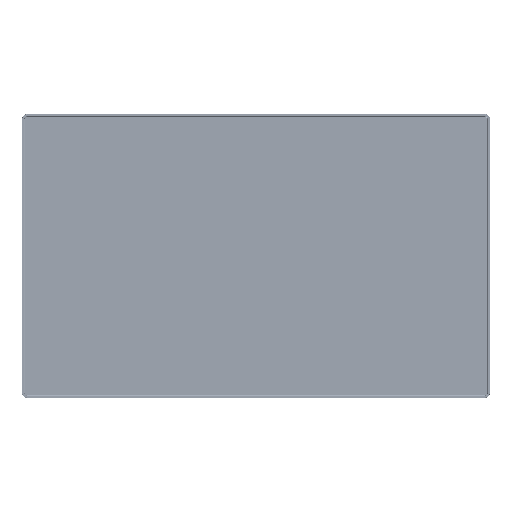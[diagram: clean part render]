
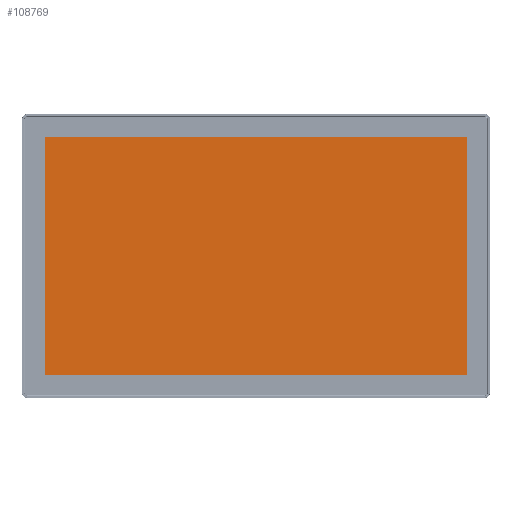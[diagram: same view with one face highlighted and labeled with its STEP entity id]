
A CAD part, top view. The second image highlights one B-rep face of the part: STEP entity #108769.
In plain terms, the highlighted planar face has unit normal (0, 0, 1).
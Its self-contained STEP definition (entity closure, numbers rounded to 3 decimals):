
#1165 = EDGE_LOOP ( 'NONE', ( #46581, #50410, #74497, #76875 ) ) ;
#3966 = LINE ( 'NONE', #105471, #24836 ) ;
#4160 = VERTEX_POINT ( 'NONE', #77532 ) ;
#4271 = VECTOR ( 'NONE', #41447, 1000. ) ;
#5480 = CARTESIAN_POINT ( 'NONE',  ( 258.75, 154.6, 0. ) ) ;
#16013 = CARTESIAN_POINT ( 'NONE',  ( -238.75, 134.6, 0. ) ) ;
#20462 = CARTESIAN_POINT ( 'NONE',  ( 238.75, 154.6, 0. ) ) ;
#21611 = CARTESIAN_POINT ( 'NONE',  ( -238.75, 154.6, 0. ) ) ;
#24836 = VECTOR ( 'NONE', #95962, 1000. ) ;
#25771 = VERTEX_POINT ( 'NONE', #16013 ) ;
#28570 = VERTEX_POINT ( 'NONE', #35013 ) ;
#30141 = CARTESIAN_POINT ( 'NONE',  ( 258.75, 134.6, 0. ) ) ;
#30820 = DIRECTION ( 'NONE',  ( 1., 0., 0. ) ) ;
#35013 = CARTESIAN_POINT ( 'NONE',  ( 238.75, 134.6, 0. ) ) ;
#36548 = PLANE ( 'NONE',  #82220 ) ;
#41447 = DIRECTION ( 'NONE',  ( 0., -1., 0. ) ) ;
#46581 = ORIENTED_EDGE ( 'NONE', *, *, #127058, .F. ) ;
#50410 = ORIENTED_EDGE ( 'NONE', *, *, #83922, .F. ) ;
#67599 = VECTOR ( 'NONE', #103473, 1000. ) ;
#74497 = ORIENTED_EDGE ( 'NONE', *, *, #131210, .F. ) ;
#76875 = ORIENTED_EDGE ( 'NONE', *, *, #101754, .F. ) ;
#77532 = CARTESIAN_POINT ( 'NONE',  ( -238.75, -134.6, 0. ) ) ;
#81374 = LINE ( 'NONE', #20462, #4271 ) ;
#82220 = AXIS2_PLACEMENT_3D ( 'NONE', #5480, #98809, #97478 ) ;
#83922 = EDGE_CURVE ( 'NONE', #25771, #28570, #133634, .T. ) ;
#87326 = FACE_OUTER_BOUND ( 'NONE', #1165, .T. ) ;
#95962 = DIRECTION ( 'NONE',  ( -1., 0., 0. ) ) ;
#97478 = DIRECTION ( 'NONE',  ( 1., 0., 0. ) ) ;
#98809 = DIRECTION ( 'NONE',  ( 0., 0., 1. ) ) ;
#101754 = EDGE_CURVE ( 'NONE', #131065, #4160, #3966, .T. ) ;
#103473 = DIRECTION ( 'NONE',  ( 0., 1., 0. ) ) ;
#105471 = CARTESIAN_POINT ( 'NONE',  ( 258.75, -134.6, 0. ) ) ;
#107670 = VECTOR ( 'NONE', #30820, 1000. ) ;
#108769 = ADVANCED_FACE ( 'NONE', ( #87326 ), #36548, .T. ) ;
#114299 = LINE ( 'NONE', #21611, #67599 ) ;
#120418 = CARTESIAN_POINT ( 'NONE',  ( 238.75, -134.6, 0. ) ) ;
#127058 = EDGE_CURVE ( 'NONE', #28570, #131065, #81374, .T. ) ;
#131065 = VERTEX_POINT ( 'NONE', #120418 ) ;
#131210 = EDGE_CURVE ( 'NONE', #4160, #25771, #114299, .T. ) ;
#133634 = LINE ( 'NONE', #30141, #107670 ) ;
